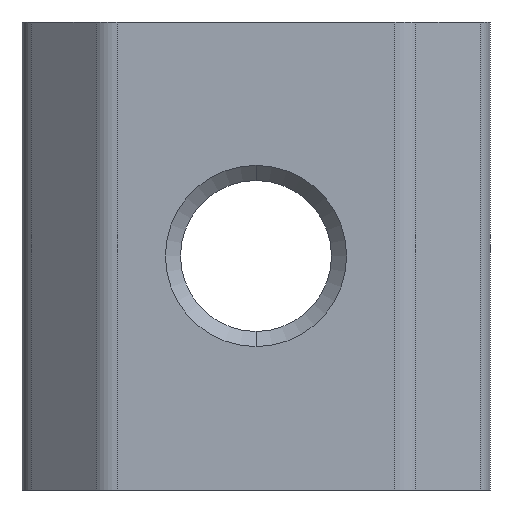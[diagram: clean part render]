
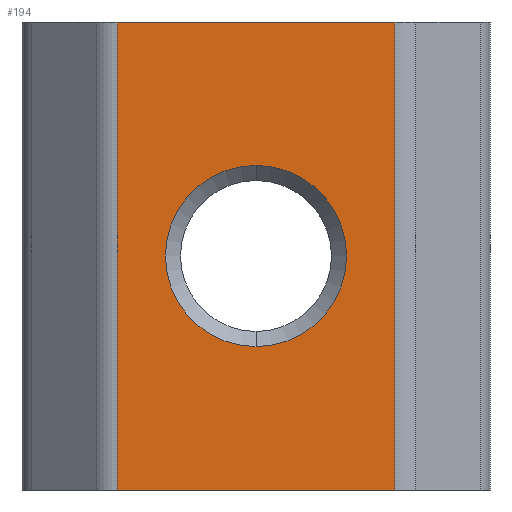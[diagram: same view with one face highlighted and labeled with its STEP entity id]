
A CAD part, front view. The second image highlights one B-rep face of the part: STEP entity #194.
In plain terms, the highlighted planar face has unit normal (0, -1, 0).
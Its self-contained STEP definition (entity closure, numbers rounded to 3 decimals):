
#4 = DIRECTION ( 'NONE',  ( 0., 1., 0. ) ) ;
#10 = EDGE_CURVE ( 'NONE', #222, #589, #245, .T. ) ;
#19 = FACE_OUTER_BOUND ( 'NONE', #581, .T. ) ;
#29 = VECTOR ( 'NONE', #238, 1000. ) ;
#38 = VECTOR ( 'NONE', #344, 1000. ) ;
#43 = EDGE_LOOP ( 'NONE', ( #271, #625 ) ) ;
#81 = VERTEX_POINT ( 'NONE', #340 ) ;
#96 = CARTESIAN_POINT ( 'NONE',  ( -5., -5.6, 7.75 ) ) ;
#106 = AXIS2_PLACEMENT_3D ( 'NONE', #203, #457, #471 ) ;
#111 = CIRCLE ( 'NONE', #427, 3. ) ;
#116 = VERTEX_POINT ( 'NONE', #236 ) ;
#117 = CARTESIAN_POINT ( 'NONE',  ( 0., -5.6, 0. ) ) ;
#123 = VECTOR ( 'NONE', #491, 1000. ) ;
#131 = LINE ( 'NONE', #404, #38 ) ;
#137 = LINE ( 'NONE', #139, #29 ) ;
#139 = CARTESIAN_POINT ( 'NONE',  ( -5., -5.6, -7.75 ) ) ;
#158 = CARTESIAN_POINT ( 'NONE',  ( -4.602, -5.6, 7.75 ) ) ;
#187 = CARTESIAN_POINT ( 'NONE',  ( 0., -5.6, 3. ) ) ;
#192 = LINE ( 'NONE', #96, #280 ) ;
#194 = ADVANCED_FACE ( 'NONE', ( #555, #19 ), #500, .F. ) ;
#203 = CARTESIAN_POINT ( 'NONE',  ( -5., -5.6, 7.75 ) ) ;
#222 = VERTEX_POINT ( 'NONE', #187 ) ;
#224 = AXIS2_PLACEMENT_3D ( 'NONE', #486, #4, #382 ) ;
#236 = CARTESIAN_POINT ( 'NONE',  ( -4.602, -5.6, -7.75 ) ) ;
#238 = DIRECTION ( 'NONE',  ( 1., 0., 0. ) ) ;
#240 = CARTESIAN_POINT ( 'NONE',  ( 4.602, -5.6, 7.75 ) ) ;
#243 = EDGE_CURVE ( 'NONE', #363, #530, #192, .T. ) ;
#245 = CIRCLE ( 'NONE', #224, 3. ) ;
#254 = ORIENTED_EDGE ( 'NONE', *, *, #257, .T. ) ;
#257 = EDGE_CURVE ( 'NONE', #116, #81, #137, .T. ) ;
#271 = ORIENTED_EDGE ( 'NONE', *, *, #658, .T. ) ;
#280 = VECTOR ( 'NONE', #618, 1000. ) ;
#308 = CARTESIAN_POINT ( 'NONE',  ( 0., -5.6, -3. ) ) ;
#318 = CARTESIAN_POINT ( 'NONE',  ( -4.602, -5.6, 7.75 ) ) ;
#340 = CARTESIAN_POINT ( 'NONE',  ( 4.602, -5.6, -7.75 ) ) ;
#344 = DIRECTION ( 'NONE',  ( 0., 0., 1. ) ) ;
#363 = VERTEX_POINT ( 'NONE', #318 ) ;
#382 = DIRECTION ( 'NONE',  ( 0., 0., 1. ) ) ;
#398 = EDGE_CURVE ( 'NONE', #363, #116, #438, .T. ) ;
#404 = CARTESIAN_POINT ( 'NONE',  ( 4.602, -5.6, 7.75 ) ) ;
#427 = AXIS2_PLACEMENT_3D ( 'NONE', #117, #582, #473 ) ;
#438 = LINE ( 'NONE', #158, #123 ) ;
#457 = DIRECTION ( 'NONE',  ( 0., 1., 0. ) ) ;
#471 = DIRECTION ( 'NONE',  ( 0., 0., 1. ) ) ;
#473 = DIRECTION ( 'NONE',  ( 0., 0., 1. ) ) ;
#486 = CARTESIAN_POINT ( 'NONE',  ( 0., -5.6, 0. ) ) ;
#491 = DIRECTION ( 'NONE',  ( 0., 0., -1. ) ) ;
#500 = PLANE ( 'NONE',  #106 ) ;
#527 = EDGE_CURVE ( 'NONE', #81, #530, #131, .T. ) ;
#530 = VERTEX_POINT ( 'NONE', #240 ) ;
#555 = FACE_BOUND ( 'NONE', #43, .T. ) ;
#567 = ORIENTED_EDGE ( 'NONE', *, *, #527, .T. ) ;
#581 = EDGE_LOOP ( 'NONE', ( #254, #567, #640, #680 ) ) ;
#582 = DIRECTION ( 'NONE',  ( 0., 1., 0. ) ) ;
#589 = VERTEX_POINT ( 'NONE', #308 ) ;
#618 = DIRECTION ( 'NONE',  ( 1., 0., 0. ) ) ;
#625 = ORIENTED_EDGE ( 'NONE', *, *, #10, .T. ) ;
#640 = ORIENTED_EDGE ( 'NONE', *, *, #243, .F. ) ;
#658 = EDGE_CURVE ( 'NONE', #589, #222, #111, .T. ) ;
#680 = ORIENTED_EDGE ( 'NONE', *, *, #398, .T. ) ;
